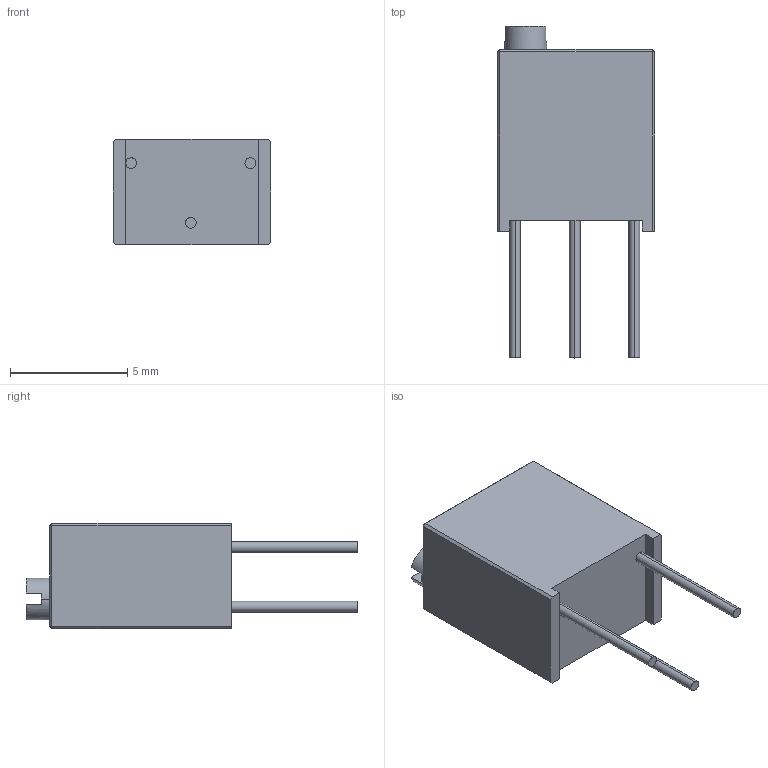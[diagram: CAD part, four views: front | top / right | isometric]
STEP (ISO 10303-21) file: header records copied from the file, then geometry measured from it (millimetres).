
FILE_DESCRIPTION (( 'STEP AP214' ), '1' );
FILE_NAME ('3266W-1-253LF.STEP', '2018-08-28T22:25:59', ( '' ), ( '' ), 'SwSTEP 2.0', 'SolidWorks 2017', '' );
FILE_SCHEMA (( 'AUTOMOTIVE_DESIGN' ));
Length unit declared in the file: millimetre
Products named in the file (1): 3266W-1-253LF
Bounding box: 6.71 x 14.14 x 4.5 mm (x, y, z)
Volume: 226.9 mm3; surface area: 268.4 mm2
Topology: 5 solids, 5 shells, 42 faces, 84 edges, 52 vertices
Faces by surface type: plane 34, cylinder 8
Entity records: 1142 total; most frequent: DIRECTION 190, CARTESIAN_POINT 179, ORIENTED_EDGE 168, EDGE_CURVE 84, VECTOR 64, LINE 64, AXIS2_PLACEMENT_3D 63, VERTEX_POINT 52
